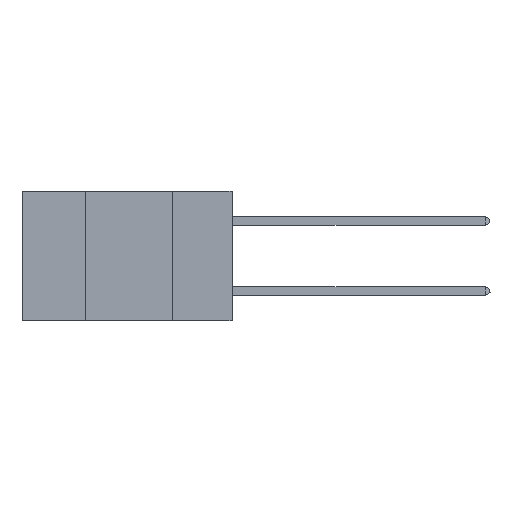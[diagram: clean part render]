
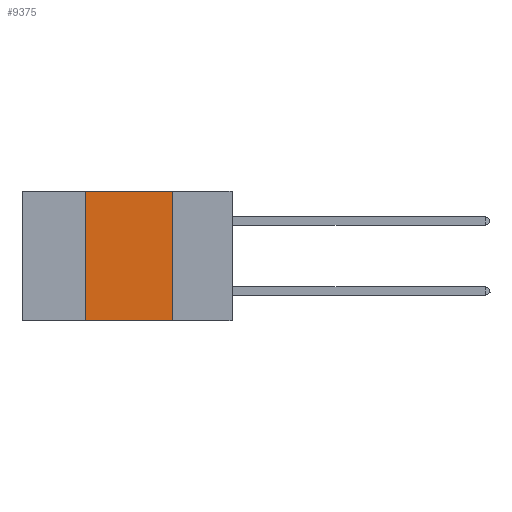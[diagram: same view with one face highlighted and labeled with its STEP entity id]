
A CAD part, left-side view. The second image highlights one B-rep face of the part: STEP entity #9375.
In plain terms, the highlighted planar face has unit normal (-1, 0, 0).
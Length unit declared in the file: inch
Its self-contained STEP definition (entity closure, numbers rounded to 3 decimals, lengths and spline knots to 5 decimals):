
#406 = AXIS2_PLACEMENT_3D ( 'NONE', #2178, #22112, #8092 ) ;
#1722 = CARTESIAN_POINT ( 'NONE',  ( 0., 0.17, -0.37 ) ) ;
#2178 = CARTESIAN_POINT ( 'NONE',  ( 0., 0.6, 0. ) ) ;
#2590 = CARTESIAN_POINT ( 'NONE',  ( 0., 0.17, 0. ) ) ;
#5215 = ORIENTED_EDGE ( 'NONE', *, *, #9946, .F. ) ;
#6521 = VECTOR ( 'NONE', #7432, 39.37008 ) ;
#6669 = VERTEX_POINT ( 'NONE', #2590 ) ;
#6802 = FACE_OUTER_BOUND ( 'NONE', #23033, .T. ) ;
#6946 = CARTESIAN_POINT ( 'NONE',  ( 0., 0.6, 0. ) ) ;
#7432 = DIRECTION ( 'NONE',  ( 0., -1., 0. ) ) ;
#7686 = DIRECTION ( 'NONE',  ( 0., 0., -1. ) ) ;
#8092 = DIRECTION ( 'NONE',  ( 0., 0., -1. ) ) ;
#8295 = EDGE_CURVE ( 'NONE', #25564, #6669, #28074, .T. ) ;
#8505 = VECTOR ( 'NONE', #12908, 39.37008 ) ;
#9375 = ADVANCED_FACE ( 'NONE', ( #6802 ), #21932, .F. ) ;
#9797 = CARTESIAN_POINT ( 'NONE',  ( 0., 0.17, 0. ) ) ;
#9946 = EDGE_CURVE ( 'NONE', #13150, #25564, #16406, .T. ) ;
#11956 = VECTOR ( 'NONE', #23056, 39.37008 ) ;
#12884 = LINE ( 'NONE', #9797, #28264 ) ;
#12908 = DIRECTION ( 'NONE',  ( 0., 0., 1. ) ) ;
#13150 = VERTEX_POINT ( 'NONE', #15593 ) ;
#13510 = EDGE_CURVE ( 'NONE', #13150, #23821, #28035, .T. ) ;
#15593 = CARTESIAN_POINT ( 'NONE',  ( 0., 0.42, -0.37 ) ) ;
#16406 = LINE ( 'NONE', #21614, #8505 ) ;
#16785 = ORIENTED_EDGE ( 'NONE', *, *, #26753, .F. ) ;
#18022 = ORIENTED_EDGE ( 'NONE', *, *, #8295, .F. ) ;
#21614 = CARTESIAN_POINT ( 'NONE',  ( 0., 0.42, 0. ) ) ;
#21932 = PLANE ( 'NONE',  #406 ) ;
#22112 = DIRECTION ( 'NONE',  ( 1., 0., 0. ) ) ;
#23033 = EDGE_LOOP ( 'NONE', ( #16785, #18022, #5215, #24152 ) ) ;
#23056 = DIRECTION ( 'NONE',  ( 0., -1., 0. ) ) ;
#23244 = CARTESIAN_POINT ( 'NONE',  ( 0., 0.6, -0.37 ) ) ;
#23821 = VERTEX_POINT ( 'NONE', #1722 ) ;
#24152 = ORIENTED_EDGE ( 'NONE', *, *, #13510, .T. ) ;
#25177 = CARTESIAN_POINT ( 'NONE',  ( 0., 0.42, 0. ) ) ;
#25564 = VERTEX_POINT ( 'NONE', #25177 ) ;
#26753 = EDGE_CURVE ( 'NONE', #6669, #23821, #12884, .T. ) ;
#28035 = LINE ( 'NONE', #23244, #11956 ) ;
#28074 = LINE ( 'NONE', #6946, #6521 ) ;
#28264 = VECTOR ( 'NONE', #7686, 39.37008 ) ;
